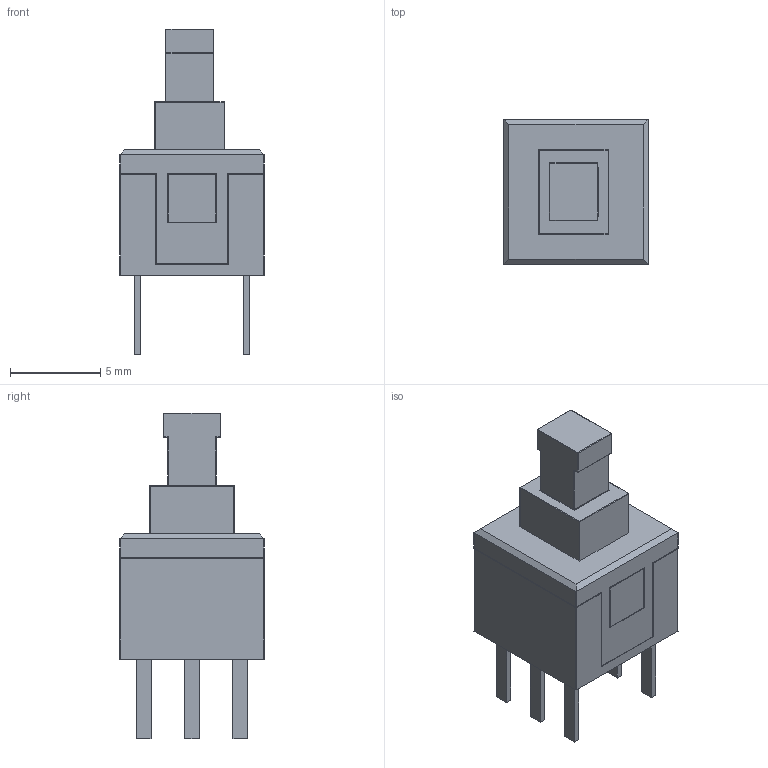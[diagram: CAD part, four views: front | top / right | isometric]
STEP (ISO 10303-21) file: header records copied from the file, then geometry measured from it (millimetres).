
FILE_DESCRIPTION(/* description */ (''),/* implementation_level */ '2;1');
FILE_NAME(/* name */ 'SWITCH_DPDT.stp',/* time_stamp */ '2020-07-21T09:26:21+07:00',/* author */ ('Trung'),/* organization */ (''),/* preprocessor_version */ 'ST-DEVELOPER v16.13',/* originating_system */ 'Autodesk Inventor 2018',/* authorisation */ '');
FILE_SCHEMA (('AUTOMOTIVE_DESIGN { 1 0 10303 214 3 1 1 }'));
Length unit declared in the file: millimetre
Products named in the file (1): Part2
Bounding box: 8 x 8 x 18 mm (x, y, z)
Volume: 528.1 mm3; surface area: 768.2 mm2
Topology: 9 solids, 9 shells, 223 faces, 522 edges, 308 vertices
Faces by surface type: plane 97, cylinder 90, sphere 32, bspline 4
Entity records: 6722 total; most frequent: CARTESIAN_POINT 1394, DIRECTION 1110, ORIENTED_EDGE 996, EDGE_CURVE 498, AXIS2_PLACEMENT_3D 392, LINE 326, VECTOR 326, VERTEX_POINT 292
